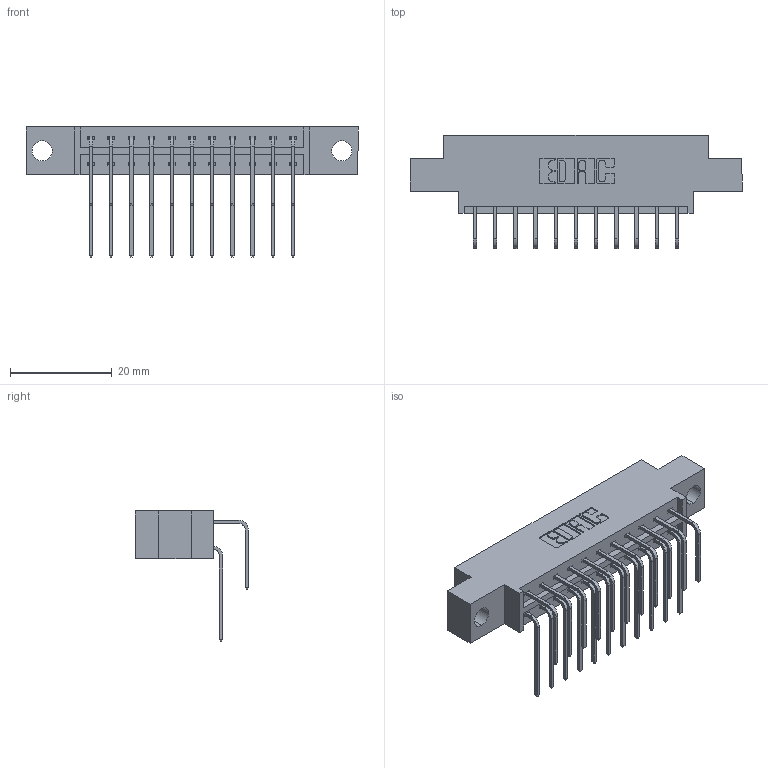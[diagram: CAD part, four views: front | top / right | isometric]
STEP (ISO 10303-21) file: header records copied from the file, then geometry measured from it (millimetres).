
FILE_DESCRIPTION (( 'STEP AP203' ), '1' );
FILE_NAME ('333-022-558-804.STEP', '2018-08-02T02:52:09', ( '' ), ( '' ), 'SwSTEP 2.0', 'SolidWorks 2016', '' );
FILE_SCHEMA (( 'CONFIG_CONTROL_DESIGN' ));
Length unit declared in the file: inch
Products named in the file (4): 345-292-001_558 559 Tail - 1; 345-292-001_558 Tail - 2; 333-022-558-804; 333 Part_Offset - .156 Dia - TH
Assembly tree (23 placements, depth 2):
  333-022-558-804
    333 Part_Offset - .156 Dia - TH
    345-292-001_558 559 Tail - 1  x11
    345-292-001_558 Tail - 2  x11
Bounding box: 65.13 x 22.17 x 25.53 mm (x, y, z)
Volume: 6170.3 mm3; surface area: 7614.1 mm2
Topology: 23 solids, 23 shells, 1306 faces, 3865 edges, 2546 vertices
Faces by surface type: plane 910, cylinder 396
Entity records: 13005 total; most frequent: CARTESIAN_POINT 2245, ORIENTED_EDGE 2130, DIRECTION 1953, EDGE_CURVE 1065, LINE 897, VECTOR 897, VERTEX_POINT 706, AXIS2_PLACEMENT_3D 528
